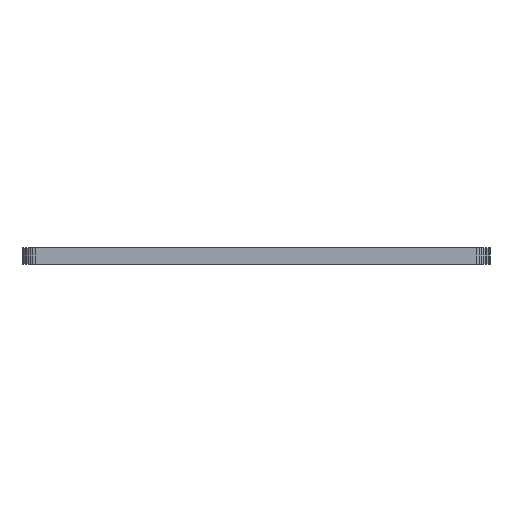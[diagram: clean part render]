
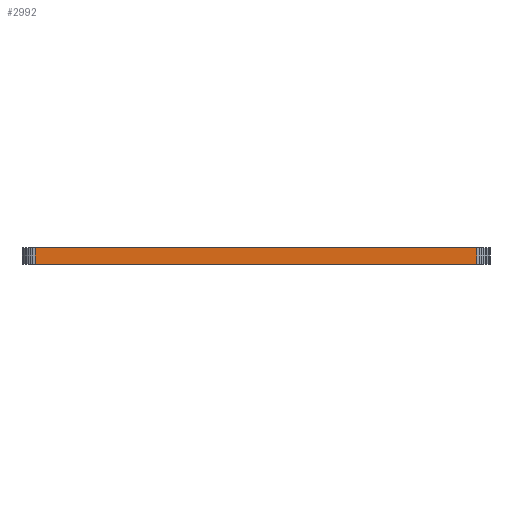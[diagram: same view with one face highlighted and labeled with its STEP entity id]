
A CAD part, left-side view. The second image highlights one B-rep face of the part: STEP entity #2992.
In plain terms, the highlighted planar face has unit normal (-1, 0, 0).
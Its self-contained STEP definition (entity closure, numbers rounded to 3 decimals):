
#90 = PLANE('',#91);
#91 = AXIS2_PLACEMENT_3D('',#92,#93,#94);
#92 = CARTESIAN_POINT('',(63.218,-51.793,1.58));
#93 = DIRECTION('',(-0.,-0.,-1.));
#94 = DIRECTION('',(-1.,0.,0.));
#144 = PLANE('',#145);
#145 = AXIS2_PLACEMENT_3D('',#146,#147,#148);
#146 = CARTESIAN_POINT('',(63.218,-51.793,0.));
#147 = DIRECTION('',(-0.,-0.,-1.));
#148 = DIRECTION('',(-1.,0.,0.));
#1009 = VERTEX_POINT('',#1010);
#1010 = CARTESIAN_POINT('',(38.461,-73.316,0.));
#1024 = PLANE('',#1025);
#1025 = AXIS2_PLACEMENT_3D('',#1026,#1027,#1028);
#1026 = CARTESIAN_POINT('',(38.48,-73.537,0.));
#1027 = DIRECTION('',(-0.996,-0.087,0.));
#1028 = DIRECTION('',(-0.087,0.996,0.));
#1036 = EDGE_CURVE('',#1009,#1037,#1039,.T.);
#1037 = VERTEX_POINT('',#1038);
#1038 = CARTESIAN_POINT('',(38.461,-30.27,0.));
#1039 = SURFACE_CURVE('',#1040,(#1044,#1051),.PCURVE_S1.);
#1040 = LINE('',#1041,#1042);
#1041 = CARTESIAN_POINT('',(38.461,-73.316,0.));
#1042 = VECTOR('',#1043,1.);
#1043 = DIRECTION('',(0.,1.,0.));
#1044 = PCURVE('',#144,#1045);
#1045 = DEFINITIONAL_REPRESENTATION('',(#1046),#1050);
#1046 = LINE('',#1047,#1048);
#1047 = CARTESIAN_POINT('',(24.757,-21.523));
#1048 = VECTOR('',#1049,1.);
#1049 = DIRECTION('',(0.,1.));
#1050 = ( GEOMETRIC_REPRESENTATION_CONTEXT(2) 
PARAMETRIC_REPRESENTATION_CONTEXT() REPRESENTATION_CONTEXT('2D SPACE',''
  ) );
#1051 = PCURVE('',#1052,#1057);
#1052 = PLANE('',#1053);
#1053 = AXIS2_PLACEMENT_3D('',#1054,#1055,#1056);
#1054 = CARTESIAN_POINT('',(38.461,-73.316,0.));
#1055 = DIRECTION('',(-1.,0.,0.));
#1056 = DIRECTION('',(0.,1.,0.));
#1057 = DEFINITIONAL_REPRESENTATION('',(#1058),#1062);
#1058 = LINE('',#1059,#1060);
#1059 = CARTESIAN_POINT('',(0.,0.));
#1060 = VECTOR('',#1061,1.);
#1061 = DIRECTION('',(1.,0.));
#1062 = ( GEOMETRIC_REPRESENTATION_CONTEXT(2) 
PARAMETRIC_REPRESENTATION_CONTEXT() REPRESENTATION_CONTEXT('2D SPACE',''
  ) );
#1080 = PLANE('',#1081);
#1081 = AXIS2_PLACEMENT_3D('',#1082,#1083,#1084);
#1082 = CARTESIAN_POINT('',(38.461,-30.27,0.));
#1083 = DIRECTION('',(-0.996,0.087,0.));
#1084 = DIRECTION('',(0.087,0.996,0.));
#2059 = VERTEX_POINT('',#2060);
#2060 = CARTESIAN_POINT('',(38.461,-73.316,1.58));
#2081 = EDGE_CURVE('',#2059,#2082,#2084,.T.);
#2082 = VERTEX_POINT('',#2083);
#2083 = CARTESIAN_POINT('',(38.461,-30.27,1.58));
#2084 = SURFACE_CURVE('',#2085,(#2089,#2096),.PCURVE_S1.);
#2085 = LINE('',#2086,#2087);
#2086 = CARTESIAN_POINT('',(38.461,-73.316,1.58));
#2087 = VECTOR('',#2088,1.);
#2088 = DIRECTION('',(0.,1.,0.));
#2089 = PCURVE('',#90,#2090);
#2090 = DEFINITIONAL_REPRESENTATION('',(#2091),#2095);
#2091 = LINE('',#2092,#2093);
#2092 = CARTESIAN_POINT('',(24.757,-21.523));
#2093 = VECTOR('',#2094,1.);
#2094 = DIRECTION('',(0.,1.));
#2095 = ( GEOMETRIC_REPRESENTATION_CONTEXT(2) 
PARAMETRIC_REPRESENTATION_CONTEXT() REPRESENTATION_CONTEXT('2D SPACE',''
  ) );
#2096 = PCURVE('',#1052,#2097);
#2097 = DEFINITIONAL_REPRESENTATION('',(#2098),#2102);
#2098 = LINE('',#2099,#2100);
#2099 = CARTESIAN_POINT('',(0.,-1.58));
#2100 = VECTOR('',#2101,1.);
#2101 = DIRECTION('',(1.,0.));
#2102 = ( GEOMETRIC_REPRESENTATION_CONTEXT(2) 
PARAMETRIC_REPRESENTATION_CONTEXT() REPRESENTATION_CONTEXT('2D SPACE',''
  ) );
#2942 = EDGE_CURVE('',#1037,#2082,#2943,.T.);
#2943 = SURFACE_CURVE('',#2944,(#2948,#2955),.PCURVE_S1.);
#2944 = LINE('',#2945,#2946);
#2945 = CARTESIAN_POINT('',(38.461,-30.27,0.));
#2946 = VECTOR('',#2947,1.);
#2947 = DIRECTION('',(0.,0.,1.));
#2948 = PCURVE('',#1080,#2949);
#2949 = DEFINITIONAL_REPRESENTATION('',(#2950),#2954);
#2950 = LINE('',#2951,#2952);
#2951 = CARTESIAN_POINT('',(0.,0.));
#2952 = VECTOR('',#2953,1.);
#2953 = DIRECTION('',(0.,-1.));
#2954 = ( GEOMETRIC_REPRESENTATION_CONTEXT(2) 
PARAMETRIC_REPRESENTATION_CONTEXT() REPRESENTATION_CONTEXT('2D SPACE',''
  ) );
#2955 = PCURVE('',#1052,#2956);
#2956 = DEFINITIONAL_REPRESENTATION('',(#2957),#2961);
#2957 = LINE('',#2958,#2959);
#2958 = CARTESIAN_POINT('',(43.046,0.));
#2959 = VECTOR('',#2960,1.);
#2960 = DIRECTION('',(0.,-1.));
#2961 = ( GEOMETRIC_REPRESENTATION_CONTEXT(2) 
PARAMETRIC_REPRESENTATION_CONTEXT() REPRESENTATION_CONTEXT('2D SPACE',''
  ) );
#2992 = ADVANCED_FACE('',(#2993),#1052,.T.);
#2993 = FACE_BOUND('',#2994,.T.);
#2994 = EDGE_LOOP('',(#2995,#3016,#3017,#3018));
#2995 = ORIENTED_EDGE('',*,*,#2996,.T.);
#2996 = EDGE_CURVE('',#1009,#2059,#2997,.T.);
#2997 = SURFACE_CURVE('',#2998,(#3002,#3009),.PCURVE_S1.);
#2998 = LINE('',#2999,#3000);
#2999 = CARTESIAN_POINT('',(38.461,-73.316,0.));
#3000 = VECTOR('',#3001,1.);
#3001 = DIRECTION('',(0.,0.,1.));
#3002 = PCURVE('',#1052,#3003);
#3003 = DEFINITIONAL_REPRESENTATION('',(#3004),#3008);
#3004 = LINE('',#3005,#3006);
#3005 = CARTESIAN_POINT('',(0.,0.));
#3006 = VECTOR('',#3007,1.);
#3007 = DIRECTION('',(0.,-1.));
#3008 = ( GEOMETRIC_REPRESENTATION_CONTEXT(2) 
PARAMETRIC_REPRESENTATION_CONTEXT() REPRESENTATION_CONTEXT('2D SPACE',''
  ) );
#3009 = PCURVE('',#1024,#3010);
#3010 = DEFINITIONAL_REPRESENTATION('',(#3011),#3015);
#3011 = LINE('',#3012,#3013);
#3012 = CARTESIAN_POINT('',(0.221,0.));
#3013 = VECTOR('',#3014,1.);
#3014 = DIRECTION('',(0.,-1.));
#3015 = ( GEOMETRIC_REPRESENTATION_CONTEXT(2) 
PARAMETRIC_REPRESENTATION_CONTEXT() REPRESENTATION_CONTEXT('2D SPACE',''
  ) );
#3016 = ORIENTED_EDGE('',*,*,#2081,.T.);
#3017 = ORIENTED_EDGE('',*,*,#2942,.F.);
#3018 = ORIENTED_EDGE('',*,*,#1036,.F.);
